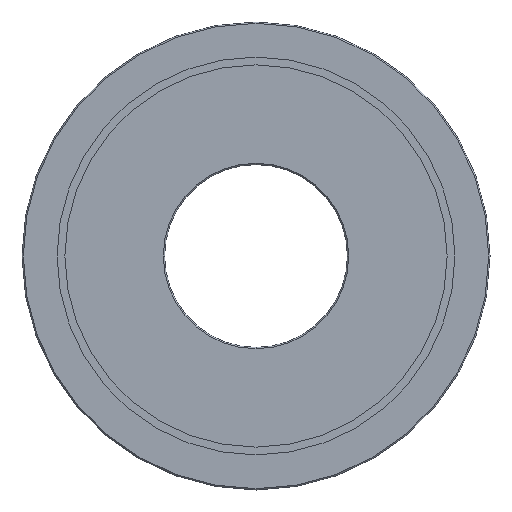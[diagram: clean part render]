
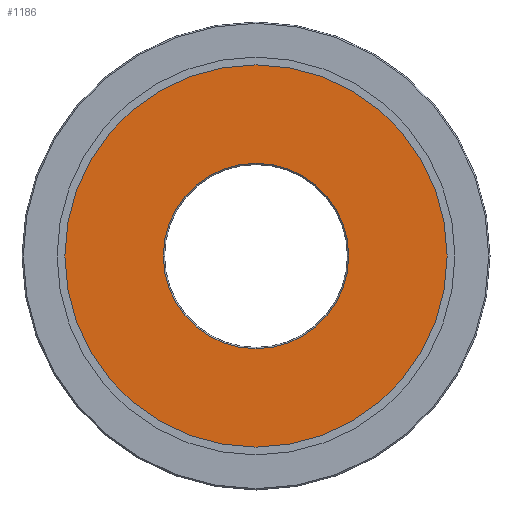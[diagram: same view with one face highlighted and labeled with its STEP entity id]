
A CAD part, front view. The second image highlights one B-rep face of the part: STEP entity #1186.
In plain terms, the highlighted planar face has unit normal (0, -1, 0).
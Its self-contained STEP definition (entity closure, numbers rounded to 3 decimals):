
#28 = DIRECTION ( 'NONE',  ( 0., 1., 0. ) ) ;
#31 = ORIENTED_EDGE ( 'NONE', *, *, #1393, .T. ) ;
#41 = CIRCLE ( 'NONE', #995, 73.5 ) ;
#112 = CIRCLE ( 'NONE', #1168, 35.65 ) ;
#120 = CIRCLE ( 'NONE', #750, 35.65 ) ;
#149 = CARTESIAN_POINT ( 'NONE',  ( 0., 0., 35.65 ) ) ;
#184 = CIRCLE ( 'NONE', #302, 73.5 ) ;
#225 = CARTESIAN_POINT ( 'NONE',  ( 0., 0., 73.5 ) ) ;
#229 = CARTESIAN_POINT ( 'NONE',  ( 0., 0., -73.5 ) ) ;
#244 = DIRECTION ( 'NONE',  ( 0., 0., -1. ) ) ;
#246 = PLANE ( 'NONE',  #997 ) ;
#302 = AXIS2_PLACEMENT_3D ( 'NONE', #1339, #346, #677 ) ;
#313 = EDGE_LOOP ( 'NONE', ( #1268, #1092 ) ) ;
#346 = DIRECTION ( 'NONE',  ( 0., -1., 0. ) ) ;
#348 = DIRECTION ( 'NONE',  ( 0., 1., 0. ) ) ;
#365 = CARTESIAN_POINT ( 'NONE',  ( 0., 0., 0. ) ) ;
#373 = DIRECTION ( 'NONE',  ( 0., -1., 0. ) ) ;
#421 = EDGE_CURVE ( 'NONE', #534, #463, #112, .T. ) ;
#463 = VERTEX_POINT ( 'NONE', #149 ) ;
#534 = VERTEX_POINT ( 'NONE', #918 ) ;
#539 = CARTESIAN_POINT ( 'NONE',  ( 0., 0., 0. ) ) ;
#574 = DIRECTION ( 'NONE',  ( 0., 0., 1. ) ) ;
#586 = ORIENTED_EDGE ( 'NONE', *, *, #886, .T. ) ;
#674 = DIRECTION ( 'NONE',  ( 0., 0., 1. ) ) ;
#677 = DIRECTION ( 'NONE',  ( 0., 0., -1. ) ) ;
#723 = VERTEX_POINT ( 'NONE', #225 ) ;
#750 = AXIS2_PLACEMENT_3D ( 'NONE', #800, #1359, #895 ) ;
#784 = FACE_OUTER_BOUND ( 'NONE', #1326, .T. ) ;
#800 = CARTESIAN_POINT ( 'NONE',  ( 0., 0., 0. ) ) ;
#849 = EDGE_CURVE ( 'NONE', #463, #534, #120, .T. ) ;
#886 = EDGE_CURVE ( 'NONE', #723, #1283, #184, .T. ) ;
#895 = DIRECTION ( 'NONE',  ( 0., 0., 1. ) ) ;
#918 = CARTESIAN_POINT ( 'NONE',  ( 0., 0., -35.65 ) ) ;
#995 = AXIS2_PLACEMENT_3D ( 'NONE', #539, #373, #244 ) ;
#997 = AXIS2_PLACEMENT_3D ( 'NONE', #1114, #28, #674 ) ;
#1091 = FACE_BOUND ( 'NONE', #313, .T. ) ;
#1092 = ORIENTED_EDGE ( 'NONE', *, *, #849, .T. ) ;
#1114 = CARTESIAN_POINT ( 'NONE',  ( -35.15, 0., 0. ) ) ;
#1168 = AXIS2_PLACEMENT_3D ( 'NONE', #365, #348, #574 ) ;
#1186 = ADVANCED_FACE ( 'NONE', ( #1091, #784 ), #246, .F. ) ;
#1268 = ORIENTED_EDGE ( 'NONE', *, *, #421, .T. ) ;
#1283 = VERTEX_POINT ( 'NONE', #229 ) ;
#1326 = EDGE_LOOP ( 'NONE', ( #31, #586 ) ) ;
#1339 = CARTESIAN_POINT ( 'NONE',  ( 0., 0., 0. ) ) ;
#1359 = DIRECTION ( 'NONE',  ( 0., 1., 0. ) ) ;
#1393 = EDGE_CURVE ( 'NONE', #1283, #723, #41, .T. ) ;
